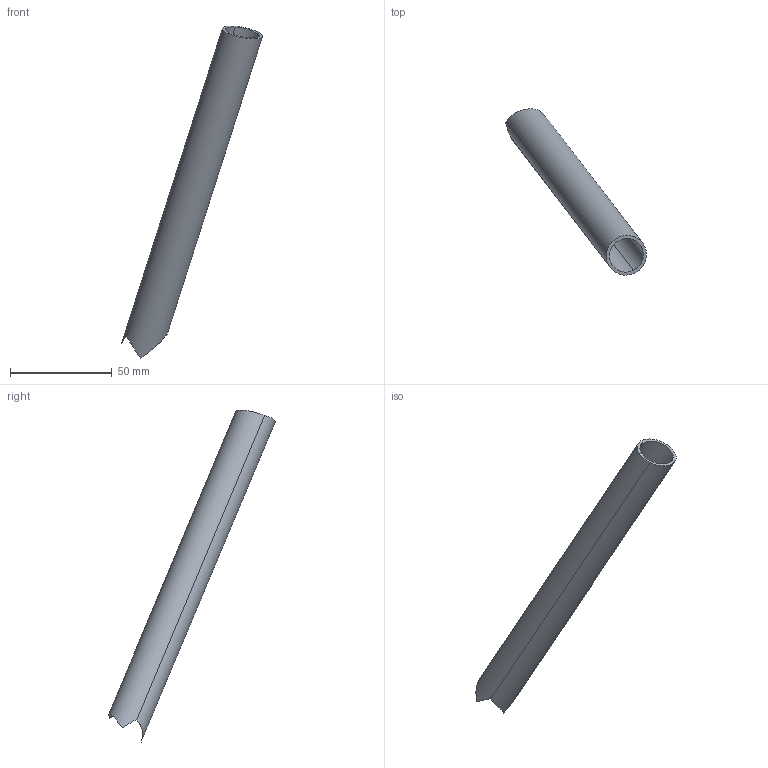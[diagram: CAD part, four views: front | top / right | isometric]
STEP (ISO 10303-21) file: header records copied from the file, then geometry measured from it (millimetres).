
FILE_DESCRIPTION(('STEP AP214'),'1');
FILE_NAME('62.stp','2018-12-06T16:36:00',(' '),(' '),'Spatial InterOp 3D',' ',' ');
FILE_SCHEMA(('automotive_design'));
Length unit declared in the file: metre
Products named in the file (1): Corps1
Bounding box: 69.4 x 82.13 x 163.52 mm (x, y, z)
Volume: 14776.9 mm3; surface area: 19961.1 mm2
Topology: 1 solids, 1 shells, 9 faces, 28 edges, 20 vertices
Faces by surface type: cylinder 8, plane 1
Entity records: 724 total; most frequent: CARTESIAN_POINT 366, DIRECTION 56, ORIENTED_EDGE 56, EDGE_CURVE 28, AXIS2_PLACEMENT_3D 25, VERTEX_POINT 20, ELLIPSE 15, STYLED_ITEM 10
